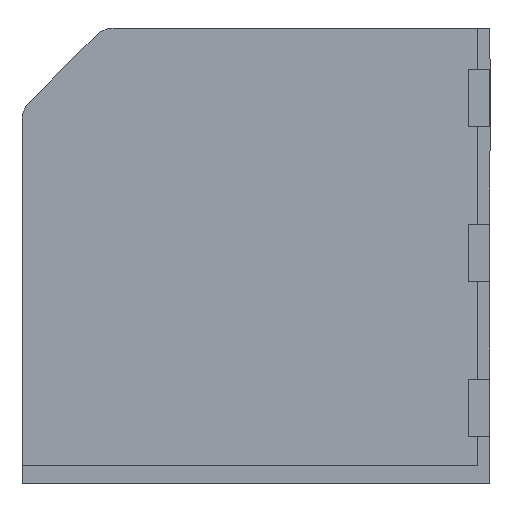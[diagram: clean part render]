
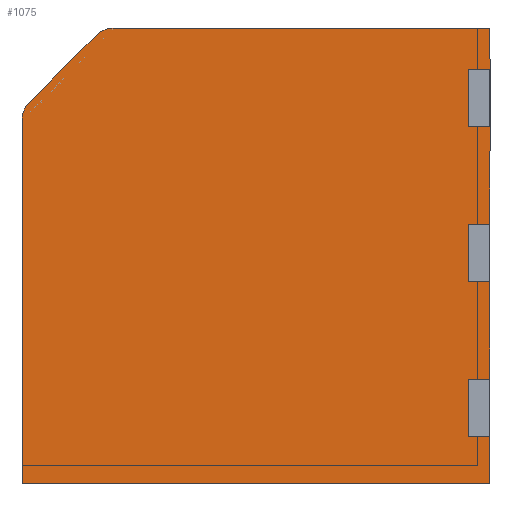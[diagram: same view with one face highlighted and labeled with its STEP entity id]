
A CAD part, left-side view. The second image highlights one B-rep face of the part: STEP entity #1075.
In plain terms, the highlighted planar face has unit normal (-1, 0, 0).
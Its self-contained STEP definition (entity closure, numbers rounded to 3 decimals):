
#29=PLANE('',#1159);
#83=FACE_OUTER_BOUND('',#141,.T.);
#141=EDGE_LOOP('',(#773,#774,#775,#776,#777,#778,#779,#780,#781,#782,#783,
#784,#785,#786,#787,#788,#789,#790,#791));
#204=LINE('',#1563,#344);
#205=LINE('',#1566,#345);
#206=LINE('',#1568,#346);
#207=LINE('',#1570,#347);
#208=LINE('',#1572,#348);
#209=LINE('',#1574,#349);
#210=LINE('',#1576,#350);
#211=LINE('',#1578,#351);
#212=LINE('',#1580,#352);
#213=LINE('',#1582,#353);
#214=LINE('',#1584,#354);
#215=LINE('',#1586,#355);
#216=LINE('',#1588,#356);
#217=LINE('',#1590,#357);
#218=LINE('',#1592,#358);
#219=LINE('',#1594,#359);
#220=LINE('',#1595,#360);
#344=VECTOR('',#1266,10.);
#345=VECTOR('',#1269,10.);
#346=VECTOR('',#1270,10.);
#347=VECTOR('',#1271,10.);
#348=VECTOR('',#1272,10.);
#349=VECTOR('',#1273,10.);
#350=VECTOR('',#1274,10.);
#351=VECTOR('',#1275,10.);
#352=VECTOR('',#1276,10.);
#353=VECTOR('',#1277,10.);
#354=VECTOR('',#1278,10.);
#355=VECTOR('',#1279,10.);
#356=VECTOR('',#1280,10.);
#357=VECTOR('',#1281,10.);
#358=VECTOR('',#1282,10.);
#359=VECTOR('',#1283,10.);
#360=VECTOR('',#1284,10.);
#478=CIRCLE('',#1154,3.75);
#480=CIRCLE('',#1157,3.75);
#499=VERTEX_POINT('',#1547);
#500=VERTEX_POINT('',#1549);
#503=VERTEX_POINT('',#1556);
#504=VERTEX_POINT('',#1558);
#505=VERTEX_POINT('',#1565);
#506=VERTEX_POINT('',#1567);
#507=VERTEX_POINT('',#1569);
#508=VERTEX_POINT('',#1571);
#509=VERTEX_POINT('',#1573);
#510=VERTEX_POINT('',#1575);
#511=VERTEX_POINT('',#1577);
#512=VERTEX_POINT('',#1579);
#513=VERTEX_POINT('',#1581);
#514=VERTEX_POINT('',#1583);
#515=VERTEX_POINT('',#1585);
#516=VERTEX_POINT('',#1587);
#517=VERTEX_POINT('',#1589);
#518=VERTEX_POINT('',#1591);
#519=VERTEX_POINT('',#1593);
#605=EDGE_CURVE('',#500,#499,#478,.T.);
#609=EDGE_CURVE('',#504,#503,#480,.T.);
#612=EDGE_CURVE('',#503,#500,#204,.T.);
#613=EDGE_CURVE('',#505,#499,#205,.T.);
#614=EDGE_CURVE('',#506,#505,#206,.T.);
#615=EDGE_CURVE('',#507,#506,#207,.T.);
#616=EDGE_CURVE('',#507,#508,#208,.T.);
#617=EDGE_CURVE('',#508,#509,#209,.T.);
#618=EDGE_CURVE('',#509,#510,#210,.T.);
#619=EDGE_CURVE('',#511,#510,#211,.T.);
#620=EDGE_CURVE('',#511,#512,#212,.T.);
#621=EDGE_CURVE('',#512,#513,#213,.T.);
#622=EDGE_CURVE('',#513,#514,#214,.T.);
#623=EDGE_CURVE('',#515,#514,#215,.T.);
#624=EDGE_CURVE('',#515,#516,#216,.T.);
#625=EDGE_CURVE('',#516,#517,#217,.T.);
#626=EDGE_CURVE('',#517,#518,#218,.T.);
#627=EDGE_CURVE('',#519,#518,#219,.T.);
#628=EDGE_CURVE('',#519,#504,#220,.T.);
#773=ORIENTED_EDGE('',*,*,#609,.T.);
#774=ORIENTED_EDGE('',*,*,#612,.T.);
#775=ORIENTED_EDGE('',*,*,#605,.T.);
#776=ORIENTED_EDGE('',*,*,#613,.F.);
#777=ORIENTED_EDGE('',*,*,#614,.F.);
#778=ORIENTED_EDGE('',*,*,#615,.F.);
#779=ORIENTED_EDGE('',*,*,#616,.T.);
#780=ORIENTED_EDGE('',*,*,#617,.T.);
#781=ORIENTED_EDGE('',*,*,#618,.T.);
#782=ORIENTED_EDGE('',*,*,#619,.F.);
#783=ORIENTED_EDGE('',*,*,#620,.T.);
#784=ORIENTED_EDGE('',*,*,#621,.T.);
#785=ORIENTED_EDGE('',*,*,#622,.T.);
#786=ORIENTED_EDGE('',*,*,#623,.F.);
#787=ORIENTED_EDGE('',*,*,#624,.T.);
#788=ORIENTED_EDGE('',*,*,#625,.T.);
#789=ORIENTED_EDGE('',*,*,#626,.T.);
#790=ORIENTED_EDGE('',*,*,#627,.F.);
#791=ORIENTED_EDGE('',*,*,#628,.T.);
#1075=ADVANCED_FACE('',(#83),#29,.T.);
#1154=AXIS2_PLACEMENT_3D('',#1550,#1252,#1253);
#1157=AXIS2_PLACEMENT_3D('',#1559,#1260,#1261);
#1159=AXIS2_PLACEMENT_3D('',#1564,#1267,#1268);
#1252=DIRECTION('center_axis',(-1.,0.,0.));
#1253=DIRECTION('ref_axis',(0.,1.,0.));
#1260=DIRECTION('center_axis',(-1.,0.,0.));
#1261=DIRECTION('ref_axis',(0.,0.707,0.707));
#1266=DIRECTION('',(0.,0.707,-0.707));
#1267=DIRECTION('center_axis',(-1.,0.,0.));
#1268=DIRECTION('ref_axis',(0.,0.,1.));
#1269=DIRECTION('',(0.,0.,1.));
#1270=DIRECTION('',(0.,1.,0.));
#1271=DIRECTION('',(0.,0.,-1.));
#1272=DIRECTION('',(0.,1.,0.));
#1273=DIRECTION('',(0.,0.,1.));
#1274=DIRECTION('',(0.,-1.,0.));
#1275=DIRECTION('',(0.,0.,-1.));
#1276=DIRECTION('',(0.,1.,0.));
#1277=DIRECTION('',(0.,0.,1.));
#1278=DIRECTION('',(0.,-1.,0.));
#1279=DIRECTION('',(0.,0.,-1.));
#1280=DIRECTION('',(0.,1.,0.));
#1281=DIRECTION('',(0.,0.,1.));
#1282=DIRECTION('',(0.,-1.,0.));
#1283=DIRECTION('',(0.,0.,-1.));
#1284=DIRECTION('',(0.,1.,0.));
#1547=CARTESIAN_POINT('',(-36.995,77.,22.5));
#1549=CARTESIAN_POINT('',(-36.995,75.902,25.152));
#1550=CARTESIAN_POINT('Origin',(-36.995,73.25,22.5));
#1556=CARTESIAN_POINT('',(-36.995,64.652,36.402));
#1558=CARTESIAN_POINT('',(-36.995,62.,37.5));
#1559=CARTESIAN_POINT('Origin',(-36.995,62.,33.75));
#1563=CARTESIAN_POINT('',(-36.995,72.589,28.464));
#1564=CARTESIAN_POINT('Origin',(-36.995,0.,-37.5));
#1565=CARTESIAN_POINT('',(-36.995,77.,-37.5));
#1566=CARTESIAN_POINT('',(-36.995,77.,-34.5));
#1567=CARTESIAN_POINT('',(-36.995,0.,-37.5));
#1568=CARTESIAN_POINT('',(-36.995,0.,-37.5));
#1569=CARTESIAN_POINT('',(-36.995,0.,-29.75));
#1570=CARTESIAN_POINT('',(-36.995,0.,37.5));
#1571=CARTESIAN_POINT('',(-36.995,3.5,-29.75));
#1572=CARTESIAN_POINT('',(-36.995,2.625,-29.75));
#1573=CARTESIAN_POINT('',(-36.995,3.5,-20.25));
#1574=CARTESIAN_POINT('',(-36.995,3.5,-22.625));
#1575=CARTESIAN_POINT('',(-36.995,0.,-20.25));
#1576=CARTESIAN_POINT('',(-36.995,0.,-20.25));
#1577=CARTESIAN_POINT('',(-36.995,0.,-4.25));
#1578=CARTESIAN_POINT('',(-36.995,0.,37.5));
#1579=CARTESIAN_POINT('',(-36.995,3.5,-4.25));
#1580=CARTESIAN_POINT('',(-36.995,2.625,-4.25));
#1581=CARTESIAN_POINT('',(-36.995,3.5,5.25));
#1582=CARTESIAN_POINT('',(-36.995,3.5,2.875));
#1583=CARTESIAN_POINT('',(-36.995,0.,5.25));
#1584=CARTESIAN_POINT('',(-36.995,0.,5.25));
#1585=CARTESIAN_POINT('',(-36.995,0.,21.25));
#1586=CARTESIAN_POINT('',(-36.995,0.,37.5));
#1587=CARTESIAN_POINT('',(-36.995,3.5,21.25));
#1588=CARTESIAN_POINT('',(-36.995,2.625,21.25));
#1589=CARTESIAN_POINT('',(-36.995,3.5,30.75));
#1590=CARTESIAN_POINT('',(-36.995,3.5,28.375));
#1591=CARTESIAN_POINT('',(-36.995,0.,30.75));
#1592=CARTESIAN_POINT('',(-36.995,0.,30.75));
#1593=CARTESIAN_POINT('',(-36.995,0.,37.5));
#1594=CARTESIAN_POINT('',(-36.995,0.,37.5));
#1595=CARTESIAN_POINT('',(-36.995,0.,37.5));
